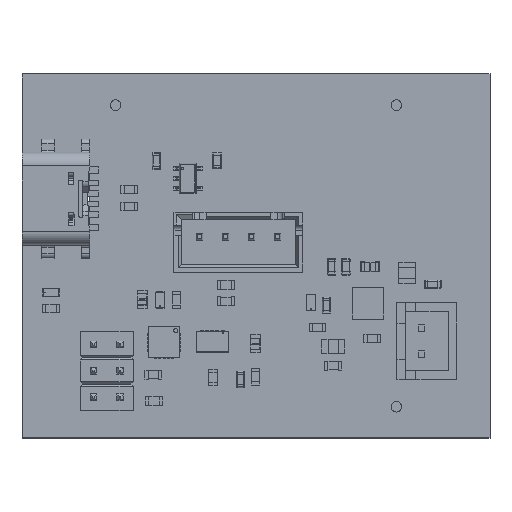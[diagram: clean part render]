
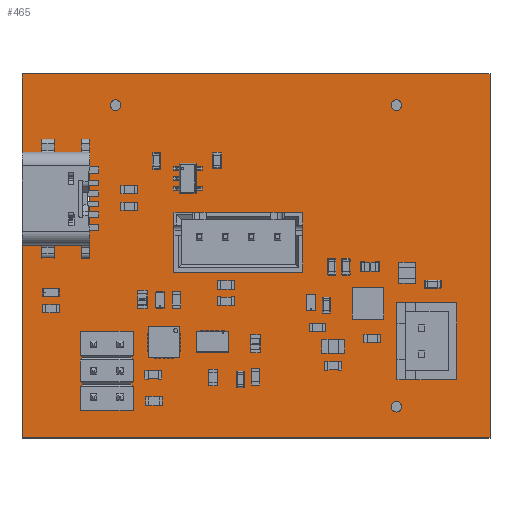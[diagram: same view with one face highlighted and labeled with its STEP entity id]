
A CAD part, top view. The second image highlights one B-rep face of the part: STEP entity #465.
In plain terms, the highlighted planar face has unit normal (0, 0, 1).
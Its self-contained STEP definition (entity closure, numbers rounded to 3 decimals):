
#208 = VERTEX_POINT('',#209);
#209 = CARTESIAN_POINT('',(45.,0.,0.411));
#215 = EDGE_CURVE('',#208,#216,#218,.T.);
#216 = VERTEX_POINT('',#217);
#217 = CARTESIAN_POINT('',(0.,0.,0.411));
#218 = LINE('',#219,#220);
#219 = CARTESIAN_POINT('',(45.,0.,0.411));
#220 = VECTOR('',#221,1.);
#221 = DIRECTION('',(-1.,0.,0.));
#248 = VERTEX_POINT('',#249);
#249 = CARTESIAN_POINT('',(45.,35.,0.411));
#255 = EDGE_CURVE('',#248,#208,#256,.T.);
#256 = LINE('',#257,#258);
#257 = CARTESIAN_POINT('',(45.,35.,0.411));
#258 = VECTOR('',#259,1.);
#259 = DIRECTION('',(0.,-1.,0.));
#279 = VERTEX_POINT('',#280);
#280 = CARTESIAN_POINT('',(0.,35.,0.411));
#286 = EDGE_CURVE('',#279,#248,#287,.T.);
#287 = LINE('',#288,#289);
#288 = CARTESIAN_POINT('',(0.,35.,0.411));
#289 = VECTOR('',#290,1.);
#290 = DIRECTION('',(1.,0.,0.));
#310 = VERTEX_POINT('',#311);
#311 = CARTESIAN_POINT('',(0.,27.3,0.411));
#317 = EDGE_CURVE('',#310,#279,#318,.T.);
#318 = LINE('',#319,#320);
#319 = CARTESIAN_POINT('',(0.,0.,0.411));
#320 = VECTOR('',#321,1.);
#321 = DIRECTION('',(0.,1.,0.));
#341 = VERTEX_POINT('',#342);
#342 = CARTESIAN_POINT('',(6.477,27.3,0.411));
#348 = EDGE_CURVE('',#341,#310,#349,.T.);
#349 = LINE('',#350,#351);
#350 = CARTESIAN_POINT('',(6.477,27.3,0.411));
#351 = VECTOR('',#352,1.);
#352 = DIRECTION('',(-1.,0.,0.));
#372 = VERTEX_POINT('',#373);
#373 = CARTESIAN_POINT('',(6.477,18.7,0.411));
#379 = EDGE_CURVE('',#372,#341,#380,.T.);
#380 = LINE('',#381,#382);
#381 = CARTESIAN_POINT('',(6.477,18.7,0.411));
#382 = VECTOR('',#383,1.);
#383 = DIRECTION('',(0.,1.,0.));
#403 = VERTEX_POINT('',#404);
#404 = CARTESIAN_POINT('',(0.,18.7,0.411));
#410 = EDGE_CURVE('',#403,#372,#411,.T.);
#411 = LINE('',#412,#413);
#412 = CARTESIAN_POINT('',(-0.021,18.7,0.411)
  );
#413 = VECTOR('',#414,1.);
#414 = DIRECTION('',(1.,0.,0.));
#432 = EDGE_CURVE('',#216,#403,#433,.T.);
#433 = LINE('',#434,#435);
#434 = CARTESIAN_POINT('',(0.,0.,0.411));
#435 = VECTOR('',#436,1.);
#436 = DIRECTION('',(0.,1.,0.));
#465 = ADVANCED_FACE('',(#466),#476,.F.);
#466 = FACE_BOUND('',#467,.F.);
#467 = EDGE_LOOP('',(#468,#469,#470,#471,#472,#473,#474,#475));
#468 = ORIENTED_EDGE('',*,*,#215,.T.);
#469 = ORIENTED_EDGE('',*,*,#432,.T.);
#470 = ORIENTED_EDGE('',*,*,#410,.T.);
#471 = ORIENTED_EDGE('',*,*,#379,.T.);
#472 = ORIENTED_EDGE('',*,*,#348,.T.);
#473 = ORIENTED_EDGE('',*,*,#317,.T.);
#474 = ORIENTED_EDGE('',*,*,#286,.T.);
#475 = ORIENTED_EDGE('',*,*,#255,.T.);
#476 = PLANE('',#477);
#477 = AXIS2_PLACEMENT_3D('',#478,#479,#480);
#478 = CARTESIAN_POINT('',(22.5,17.5,0.411));
#479 = DIRECTION('',(-0.,-0.,-1.));
#480 = DIRECTION('',(-1.,0.,0.));
